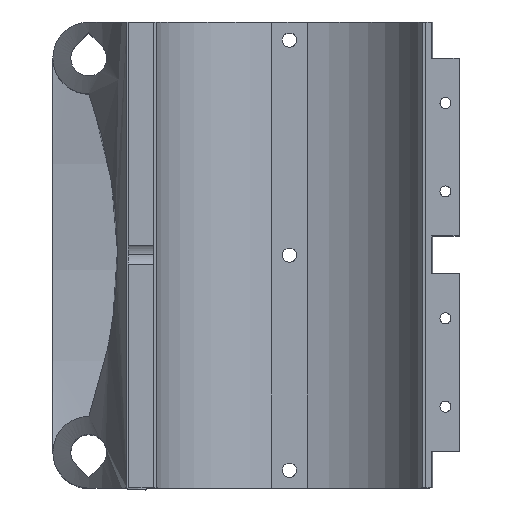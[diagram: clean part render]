
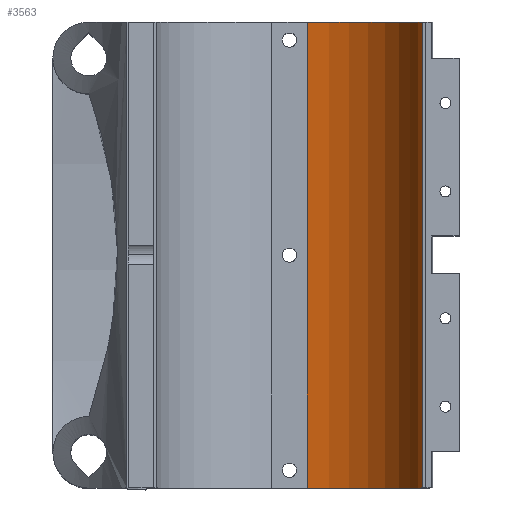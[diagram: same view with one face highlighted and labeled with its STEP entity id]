
A CAD part, top view. The second image highlights one B-rep face of the part: STEP entity #3563.
In plain terms, the highlighted cylindrical face has radius 37.5 mm (diameter 75 mm), a partial arc.
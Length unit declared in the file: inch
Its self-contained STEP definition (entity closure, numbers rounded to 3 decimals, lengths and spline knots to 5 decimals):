
#125 = DIRECTION ( 'NONE',  ( 0., 0., -1. ) ) ;
#131 = DIRECTION ( 'NONE',  ( 0., -1., 0. ) ) ;
#225 = LINE ( 'NONE', #4415, #1163 ) ;
#939 = EDGE_CURVE ( 'NONE', #1991, #5809, #225, .T. ) ;
#1081 = ORIENTED_EDGE ( 'NONE', *, *, #4387, .T. ) ;
#1163 = VECTOR ( 'NONE', #131, 39.37008 ) ;
#1190 = CARTESIAN_POINT ( 'NONE',  ( 3.66792, -0.3937, 1.5 ) ) ;
#1371 = CARTESIAN_POINT ( 'NONE',  ( 2.40258, -0.3937, 0.23379 ) ) ;
#1523 = VERTEX_POINT ( 'NONE', #4813 ) ;
#1984 = DIRECTION ( 'NONE',  ( 0., 1., 0. ) ) ;
#1991 = VERTEX_POINT ( 'NONE', #7909 ) ;
#2292 = EDGE_CURVE ( 'NONE', #9199, #1523, #2697, .T. ) ;
#2368 = CARTESIAN_POINT ( 'NONE',  ( 2.20472, 4.72441, 1.69685 ) ) ;
#2682 = CARTESIAN_POINT ( 'NONE',  ( 2.20472, -0.3937, 1.69685 ) ) ;
#2697 = LINE ( 'NONE', #3341, #6831 ) ;
#3341 = CARTESIAN_POINT ( 'NONE',  ( 2.40258, 4.72441, 0.23379 ) ) ;
#3563 = ADVANCED_FACE ( 'NONE', ( #3754 ), #8544, .F. ) ;
#3754 = FACE_OUTER_BOUND ( 'NONE', #5155, .T. ) ;
#4005 = ORIENTED_EDGE ( 'NONE', *, *, #2292, .F. ) ;
#4387 = EDGE_CURVE ( 'NONE', #1991, #1523, #7392, .T. ) ;
#4415 = CARTESIAN_POINT ( 'NONE',  ( 3.66792, 4.72441, 1.5 ) ) ;
#4694 = ORIENTED_EDGE ( 'NONE', *, *, #4947, .F. ) ;
#4813 = CARTESIAN_POINT ( 'NONE',  ( 2.40258, 4.72441, 0.23379 ) ) ;
#4947 = EDGE_CURVE ( 'NONE', #5809, #9199, #8877, .T. ) ;
#5155 = EDGE_LOOP ( 'NONE', ( #4005, #4694, #6026, #1081 ) ) ;
#5202 = AXIS2_PLACEMENT_3D ( 'NONE', #2368, #7901, #125 ) ;
#5354 = CARTESIAN_POINT ( 'NONE',  ( 2.20472, 4.72441, 1.69685 ) ) ;
#5471 = AXIS2_PLACEMENT_3D ( 'NONE', #2682, #1984, #6966 ) ;
#5809 = VERTEX_POINT ( 'NONE', #1190 ) ;
#6026 = ORIENTED_EDGE ( 'NONE', *, *, #939, .F. ) ;
#6100 = DIRECTION ( 'NONE',  ( 0., 1., 0. ) ) ;
#6192 = DIRECTION ( 'NONE',  ( 0., 1., 0. ) ) ;
#6649 = AXIS2_PLACEMENT_3D ( 'NONE', #5354, #6100, #7403 ) ;
#6831 = VECTOR ( 'NONE', #6192, 39.37008 ) ;
#6966 = DIRECTION ( 'NONE',  ( 0., 0., 1. ) ) ;
#7392 = CIRCLE ( 'NONE', #6649, 1.47638 ) ;
#7403 = DIRECTION ( 'NONE',  ( 0., 0., 1. ) ) ;
#7901 = DIRECTION ( 'NONE',  ( 0., -1., 0. ) ) ;
#7909 = CARTESIAN_POINT ( 'NONE',  ( 3.66792, 4.72441, 1.5 ) ) ;
#8544 = CYLINDRICAL_SURFACE ( 'NONE', #5202, 1.47638 ) ;
#8877 = CIRCLE ( 'NONE', #5471, 1.47638 ) ;
#9199 = VERTEX_POINT ( 'NONE', #1371 ) ;
